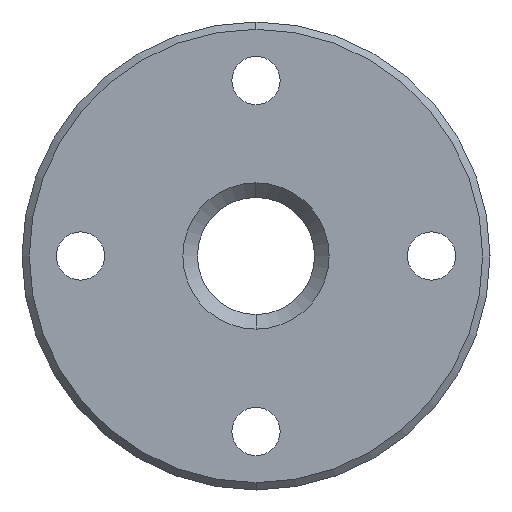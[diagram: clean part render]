
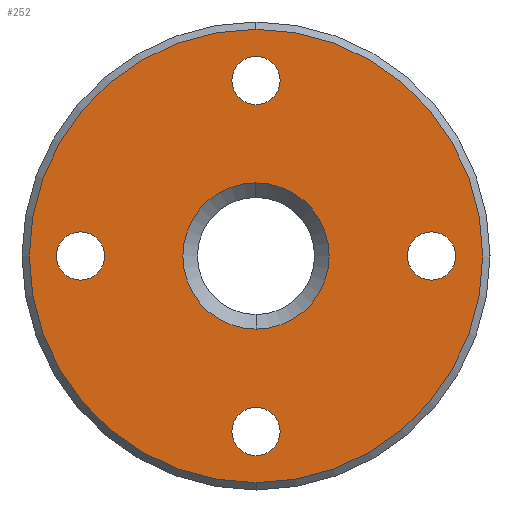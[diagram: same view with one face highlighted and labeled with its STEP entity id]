
A CAD part, left-side view. The second image highlights one B-rep face of the part: STEP entity #252.
In plain terms, the highlighted planar face has unit normal (-1, 0, 0).
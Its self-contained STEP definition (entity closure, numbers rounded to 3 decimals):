
#2 = AXIS2_PLACEMENT_3D ( 'NONE', #405, #337, #871 ) ;
#4 = CIRCLE ( 'NONE', #181, 1.65 ) ;
#11 = EDGE_CURVE ( 'NONE', #29, #499, #310, .T. ) ;
#13 = CARTESIAN_POINT ( 'NONE',  ( 0., 0., -10.35 ) ) ;
#26 = AXIS2_PLACEMENT_3D ( 'NONE', #216, #672, #146 ) ;
#29 = VERTEX_POINT ( 'NONE', #392 ) ;
#37 = DIRECTION ( 'NONE',  ( 1., 0., 0. ) ) ;
#54 = ORIENTED_EDGE ( 'NONE', *, *, #462, .T. ) ;
#72 = VERTEX_POINT ( 'NONE', #727 ) ;
#95 = DIRECTION ( 'NONE',  ( -1., 0., 0. ) ) ;
#117 = CARTESIAN_POINT ( 'NONE',  ( 0., 12., 0. ) ) ;
#118 = VERTEX_POINT ( 'NONE', #608 ) ;
#120 = CARTESIAN_POINT ( 'NONE',  ( 0., 0., 0. ) ) ;
#125 = CIRCLE ( 'NONE', #251, 1.65 ) ;
#141 = ORIENTED_EDGE ( 'NONE', *, *, #874, .F. ) ;
#145 = EDGE_LOOP ( 'NONE', ( #511, #495 ) ) ;
#146 = DIRECTION ( 'NONE',  ( 0., 0., 1. ) ) ;
#156 = DIRECTION ( 'NONE',  ( 0., 0., 1. ) ) ;
#157 = CIRCLE ( 'NONE', #217, 15.5 ) ;
#158 = EDGE_LOOP ( 'NONE', ( #265, #54 ) ) ;
#164 = CIRCLE ( 'NONE', #650, 1.65 ) ;
#171 = ORIENTED_EDGE ( 'NONE', *, *, #267, .T. ) ;
#174 = EDGE_CURVE ( 'NONE', #631, #669, #4, .T. ) ;
#180 = VERTEX_POINT ( 'NONE', #390 ) ;
#181 = AXIS2_PLACEMENT_3D ( 'NONE', #639, #333, #589 ) ;
#184 = CARTESIAN_POINT ( 'NONE',  ( 0., 12., -1.65 ) ) ;
#185 = EDGE_CURVE ( 'NONE', #499, #29, #835, .T. ) ;
#188 = VERTEX_POINT ( 'NONE', #407 ) ;
#191 = ORIENTED_EDGE ( 'NONE', *, *, #663, .T. ) ;
#192 = ORIENTED_EDGE ( 'NONE', *, *, #206, .T. ) ;
#203 = VERTEX_POINT ( 'NONE', #281 ) ;
#206 = EDGE_CURVE ( 'NONE', #297, #180, #471, .T. ) ;
#216 = CARTESIAN_POINT ( 'NONE',  ( 0., 0., 12. ) ) ;
#217 = AXIS2_PLACEMENT_3D ( 'NONE', #600, #334, #396 ) ;
#220 = CARTESIAN_POINT ( 'NONE',  ( 0., -15.788, 15.5 ) ) ;
#251 = AXIS2_PLACEMENT_3D ( 'NONE', #636, #325, #582 ) ;
#252 = ADVANCED_FACE ( 'NONE', ( #661, #302, #293, #557, #298, #688 ), #828, .T. ) ;
#254 = VERTEX_POINT ( 'NONE', #694 ) ;
#265 = ORIENTED_EDGE ( 'NONE', *, *, #382, .T. ) ;
#267 = EDGE_CURVE ( 'NONE', #118, #188, #682, .T. ) ;
#279 = EDGE_LOOP ( 'NONE', ( #388, #171 ) ) ;
#281 = CARTESIAN_POINT ( 'NONE',  ( 0., 12., 1.65 ) ) ;
#285 = CIRCLE ( 'NONE', #724, 1.65 ) ;
#293 = FACE_BOUND ( 'NONE', #279, .T. ) ;
#297 = VERTEX_POINT ( 'NONE', #315 ) ;
#298 = FACE_BOUND ( 'NONE', #402, .T. ) ;
#300 = DIRECTION ( 'NONE',  ( 1., 0., 0. ) ) ;
#302 = FACE_BOUND ( 'NONE', #422, .T. ) ;
#309 = EDGE_CURVE ( 'NONE', #254, #72, #516, .T. ) ;
#310 = CIRCLE ( 'NONE', #384, 5. ) ;
#315 = CARTESIAN_POINT ( 'NONE',  ( 0., 0., 13.65 ) ) ;
#319 = DIRECTION ( 'NONE',  ( 0., 0., 1. ) ) ;
#324 = DIRECTION ( 'NONE',  ( 1., 0., 0. ) ) ;
#325 = DIRECTION ( 'NONE',  ( 1., 0., 0. ) ) ;
#327 = AXIS2_PLACEMENT_3D ( 'NONE', #839, #716, #319 ) ;
#333 = DIRECTION ( 'NONE',  ( 1., 0., 0. ) ) ;
#334 = DIRECTION ( 'NONE',  ( 1., 0., 0. ) ) ;
#335 = EDGE_CURVE ( 'NONE', #669, #631, #487, .T. ) ;
#337 = DIRECTION ( 'NONE',  ( 1., 0., 0. ) ) ;
#352 = CARTESIAN_POINT ( 'NONE',  ( 0., 0., 5. ) ) ;
#353 = ORIENTED_EDGE ( 'NONE', *, *, #309, .F. ) ;
#375 = EDGE_LOOP ( 'NONE', ( #353, #141 ) ) ;
#382 = EDGE_CURVE ( 'NONE', #203, #823, #164, .T. ) ;
#384 = AXIS2_PLACEMENT_3D ( 'NONE', #454, #324, #652 ) ;
#388 = ORIENTED_EDGE ( 'NONE', *, *, #400, .T. ) ;
#390 = CARTESIAN_POINT ( 'NONE',  ( 0., 0., 10.35 ) ) ;
#392 = CARTESIAN_POINT ( 'NONE',  ( 0., 0., -5. ) ) ;
#396 = DIRECTION ( 'NONE',  ( 0., 0., -1. ) ) ;
#400 = EDGE_CURVE ( 'NONE', #188, #118, #125, .T. ) ;
#402 = EDGE_LOOP ( 'NONE', ( #192, #191 ) ) ;
#405 = CARTESIAN_POINT ( 'NONE',  ( 0., 12., 0. ) ) ;
#407 = CARTESIAN_POINT ( 'NONE',  ( 0., -12., 1.65 ) ) ;
#418 = AXIS2_PLACEMENT_3D ( 'NONE', #739, #606, #541 ) ;
#422 = EDGE_LOOP ( 'NONE', ( #875, #550 ) ) ;
#454 = CARTESIAN_POINT ( 'NONE',  ( 0., 0., 0. ) ) ;
#462 = EDGE_CURVE ( 'NONE', #823, #203, #706, .T. ) ;
#471 = CIRCLE ( 'NONE', #26, 1.65 ) ;
#473 = DIRECTION ( 'NONE',  ( 0., 0., 1. ) ) ;
#487 = CIRCLE ( 'NONE', #327, 1.65 ) ;
#494 = CARTESIAN_POINT ( 'NONE',  ( 0., 0., 12. ) ) ;
#495 = ORIENTED_EDGE ( 'NONE', *, *, #335, .T. ) ;
#499 = VERTEX_POINT ( 'NONE', #352 ) ;
#511 = ORIENTED_EDGE ( 'NONE', *, *, #174, .T. ) ;
#516 = CIRCLE ( 'NONE', #597, 15.5 ) ;
#541 = DIRECTION ( 'NONE',  ( 0., 0., 1. ) ) ;
#550 = ORIENTED_EDGE ( 'NONE', *, *, #185, .T. ) ;
#557 = FACE_BOUND ( 'NONE', #145, .T. ) ;
#571 = DIRECTION ( 'NONE',  ( 0., 0., 1. ) ) ;
#574 = DIRECTION ( 'NONE',  ( 1., 0., 0. ) ) ;
#581 = CARTESIAN_POINT ( 'NONE',  ( 0., 0., 0. ) ) ;
#582 = DIRECTION ( 'NONE',  ( 0., 0., 1. ) ) ;
#589 = DIRECTION ( 'NONE',  ( 0., 0., 1. ) ) ;
#597 = AXIS2_PLACEMENT_3D ( 'NONE', #120, #37, #772 ) ;
#600 = CARTESIAN_POINT ( 'NONE',  ( 0., 0., 0. ) ) ;
#606 = DIRECTION ( 'NONE',  ( 1., 0., 0. ) ) ;
#608 = CARTESIAN_POINT ( 'NONE',  ( 0., -12., -1.65 ) ) ;
#609 = CARTESIAN_POINT ( 'NONE',  ( 0., 0., -13.65 ) ) ;
#631 = VERTEX_POINT ( 'NONE', #13 ) ;
#636 = CARTESIAN_POINT ( 'NONE',  ( 0., -12., 0. ) ) ;
#639 = CARTESIAN_POINT ( 'NONE',  ( 0., 0., -12. ) ) ;
#650 = AXIS2_PLACEMENT_3D ( 'NONE', #117, #712, #571 ) ;
#652 = DIRECTION ( 'NONE',  ( 0., 0., 1. ) ) ;
#661 = FACE_OUTER_BOUND ( 'NONE', #375, .T. ) ;
#663 = EDGE_CURVE ( 'NONE', #180, #297, #285, .T. ) ;
#668 = AXIS2_PLACEMENT_3D ( 'NONE', #220, #95, #761 ) ;
#669 = VERTEX_POINT ( 'NONE', #609 ) ;
#672 = DIRECTION ( 'NONE',  ( 1., 0., 0. ) ) ;
#682 = CIRCLE ( 'NONE', #418, 1.65 ) ;
#688 = FACE_BOUND ( 'NONE', #158, .T. ) ;
#694 = CARTESIAN_POINT ( 'NONE',  ( 0., 0., 15.5 ) ) ;
#706 = CIRCLE ( 'NONE', #2, 1.65 ) ;
#712 = DIRECTION ( 'NONE',  ( 1., 0., 0. ) ) ;
#716 = DIRECTION ( 'NONE',  ( 1., 0., 0. ) ) ;
#724 = AXIS2_PLACEMENT_3D ( 'NONE', #494, #300, #156 ) ;
#727 = CARTESIAN_POINT ( 'NONE',  ( 0., 0., -15.5 ) ) ;
#739 = CARTESIAN_POINT ( 'NONE',  ( 0., -12., 0. ) ) ;
#761 = DIRECTION ( 'NONE',  ( 0., 1., 0. ) ) ;
#765 = AXIS2_PLACEMENT_3D ( 'NONE', #581, #574, #473 ) ;
#772 = DIRECTION ( 'NONE',  ( 0., 0., -1. ) ) ;
#823 = VERTEX_POINT ( 'NONE', #184 ) ;
#828 = PLANE ( 'NONE',  #668 ) ;
#835 = CIRCLE ( 'NONE', #765, 5. ) ;
#839 = CARTESIAN_POINT ( 'NONE',  ( 0., 0., -12. ) ) ;
#871 = DIRECTION ( 'NONE',  ( 0., 0., 1. ) ) ;
#874 = EDGE_CURVE ( 'NONE', #72, #254, #157, .T. ) ;
#875 = ORIENTED_EDGE ( 'NONE', *, *, #11, .T. ) ;
